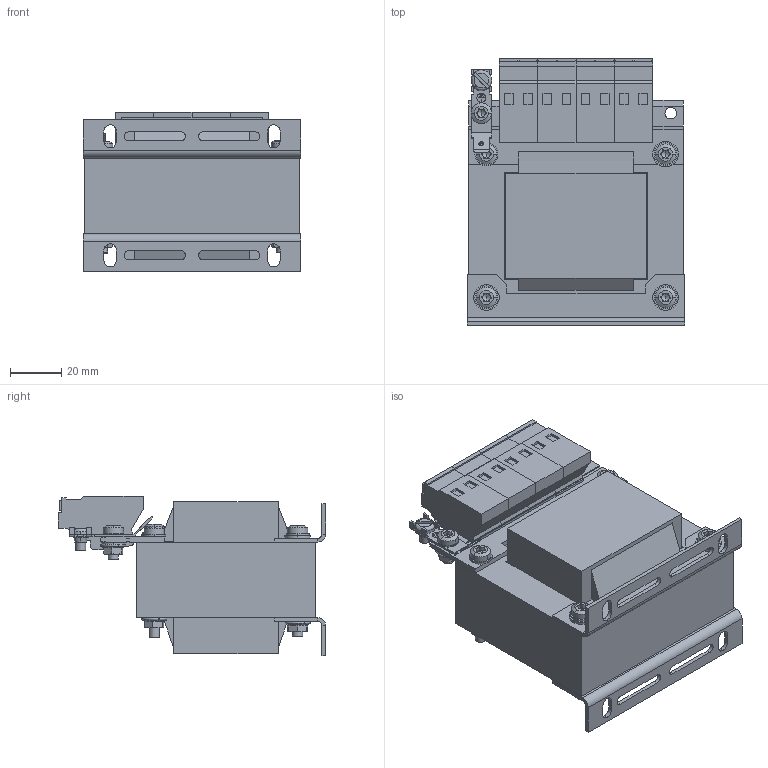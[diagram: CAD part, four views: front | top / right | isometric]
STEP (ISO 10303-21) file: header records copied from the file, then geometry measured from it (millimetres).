
FILE_DESCRIPTION (( 'STEP AP214' ), '1' );
FILE_NAME ('169825.STEP', '2020-05-28T20:12:37', ( '' ), ( '' ), 'SwSTEP 2.0', 'SolidWorks 2018', '' );
FILE_SCHEMA (( 'AUTOMOTIVE_DESIGN' ));
Length unit declared in the file: millimetre
Products named in the file (1): 169825
Bounding box: 85 x 104.5 x 62.5 mm (x, y, z)
Volume: 288402.4 mm3; surface area: 52284.3 mm2
Topology: 1 solids, 1 shells, 765 faces, 1896 edges, 1159 vertices
Faces by surface type: plane 507, cylinder 119, bspline 67, cone 52, sphere 10, torus 10
Entity records: 23909 total; most frequent: CARTESIAN_POINT 6285, ORIENTED_EDGE 3728, DIRECTION 3385, EDGE_CURVE 1864, VECTOR 1187, LINE 1187, VERTEX_POINT 1159, AXIS2_PLACEMENT_3D 1099
